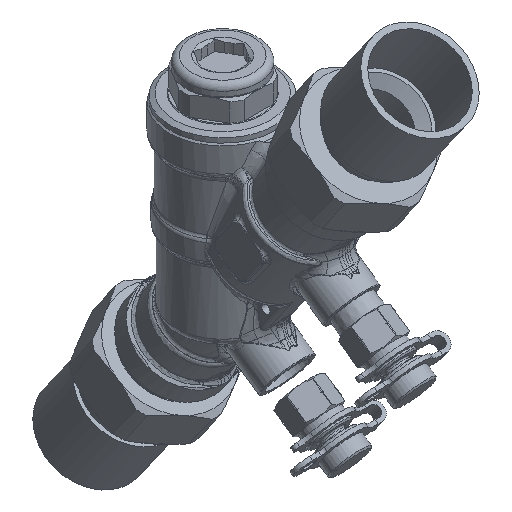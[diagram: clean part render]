
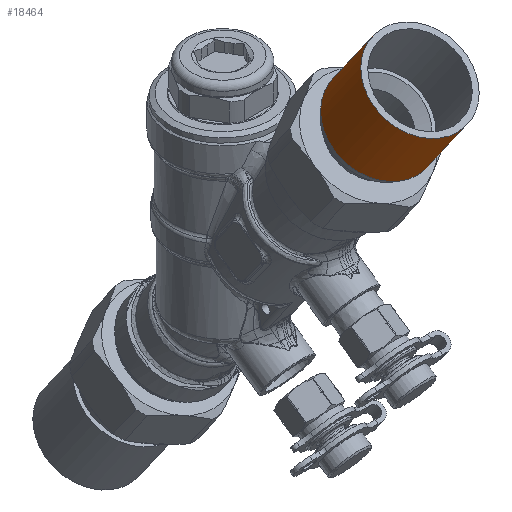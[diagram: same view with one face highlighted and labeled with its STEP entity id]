
A CAD part, isometric view. The second image highlights one B-rep face of the part: STEP entity #18464.
In plain terms, the highlighted cylindrical face has radius 16.256 mm (diameter 32.512 mm), a full revolution.
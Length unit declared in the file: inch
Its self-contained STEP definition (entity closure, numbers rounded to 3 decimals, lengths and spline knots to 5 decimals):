
#3652=FACE_OUTER_BOUND('',#4826,.T.);
#4826=EDGE_LOOP('',(#16032,#16033,#16034,#16035));
#5634=CIRCLE('',#19832,0.64);
#5635=CIRCLE('',#19833,0.64);
#6012=LINE('',#139254,#6389);
#6389=VECTOR('',#22894,0.64);
#7986=VERTEX_POINT('',#139251);
#7987=VERTEX_POINT('',#139253);
#10669=EDGE_CURVE('',#7986,#7986,#5634,.T.);
#10670=EDGE_CURVE('',#7986,#7987,#6012,.T.);
#10671=EDGE_CURVE('',#7987,#7987,#5635,.T.);
#16032=ORIENTED_EDGE('',*,*,#10669,.F.);
#16033=ORIENTED_EDGE('',*,*,#10670,.T.);
#16034=ORIENTED_EDGE('',*,*,#10671,.F.);
#16035=ORIENTED_EDGE('',*,*,#10670,.F.);
#16207=CYLINDRICAL_SURFACE('',#19831,0.64);
#18464=ADVANCED_FACE('',(#3652),#16207,.T.);
#19831=AXIS2_PLACEMENT_3D('',#139250,#22890,#22891);
#19832=AXIS2_PLACEMENT_3D('',#139252,#22892,#22893);
#19833=AXIS2_PLACEMENT_3D('',#139255,#22895,#22896);
#22890=DIRECTION('center_axis',(0.,0.574,
-0.819));
#22891=DIRECTION('ref_axis',(-1.,0.,0.));
#22892=DIRECTION('center_axis',(0.,0.574,
-0.819));
#22893=DIRECTION('ref_axis',(-1.,0.,0.));
#22894=DIRECTION('',(0.,-0.574,0.819));
#22895=DIRECTION('center_axis',(0.,-0.574,
0.819));
#22896=DIRECTION('ref_axis',(-1.,0.,0.));
#139250=CARTESIAN_POINT('Origin',(0.,-2.75819,
1.53934));
#139251=CARTESIAN_POINT('',(0.64,-2.19609,0.73657));
#139252=CARTESIAN_POINT('Origin',(0.,-2.19609,
0.73657));
#139253=CARTESIAN_POINT('',(0.64,-2.75819,1.53934));
#139254=CARTESIAN_POINT('',(0.64,-2.75819,1.53934));
#139255=CARTESIAN_POINT('Origin',(0.,-2.75819,
1.53934));
